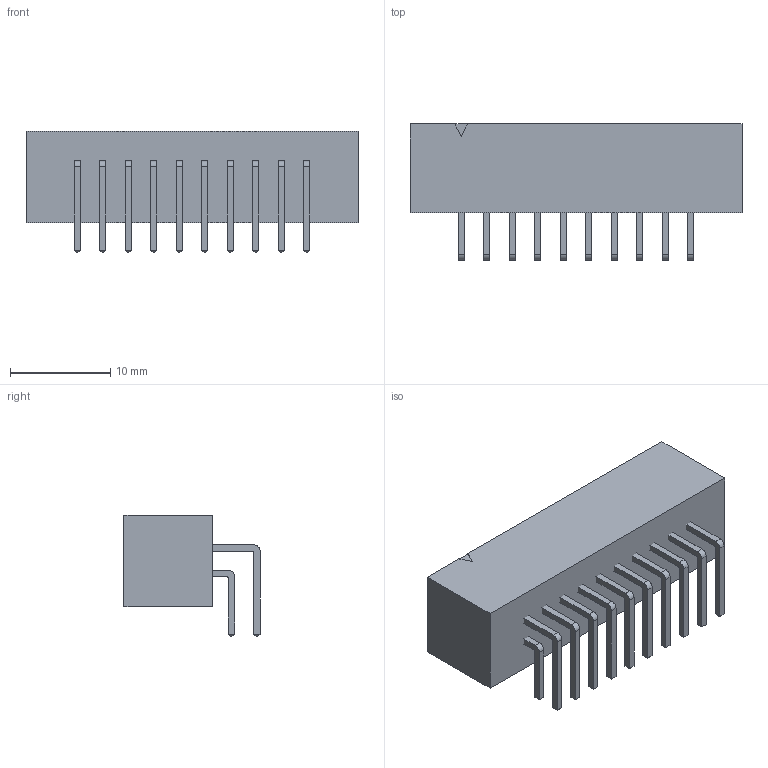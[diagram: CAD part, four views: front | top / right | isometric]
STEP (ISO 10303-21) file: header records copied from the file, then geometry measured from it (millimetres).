
FILE_DESCRIPTION(('FreeCAD Model'),'2;1');
FILE_NAME('463731.2.1.stp','2020-07-16T14:17:29',( 'Author'),(''),'Open CASCADE STEP processor 6.9','FreeCAD','Unknown' );
FILE_SCHEMA(('AUTOMOTIVE_DESIGN { 1 0 10303 214 1 1 1 1 }'));
Length unit declared in the file: millimetre
Products named in the file (4): ASSEMBLY; LeadsArray; Body
Assembly tree (3 placements, depth 2):
  ASSEMBLY
    LeadsArray
    LeadsArray
    Body
Bounding box: 33.06 x 13.55 x 12.1 mm (x, y, z)
Volume: 2700.6 mm3; surface area: 2340.9 mm2
Topology: 21 solids, 21 shells, 469 faces, 1061 edges, 654 vertices
Faces by surface type: plane 429, cylinder 40
Entity records: 26826 total; most frequent: CARTESIAN_POINT 4550, DIRECTION 4169, LINE 3023, VECTOR 3023, ORIENTED_EDGE 2122, PCURVE 2122, DEFINITIONAL_REPRESENTATION 2122, EDGE_CURVE 1061
